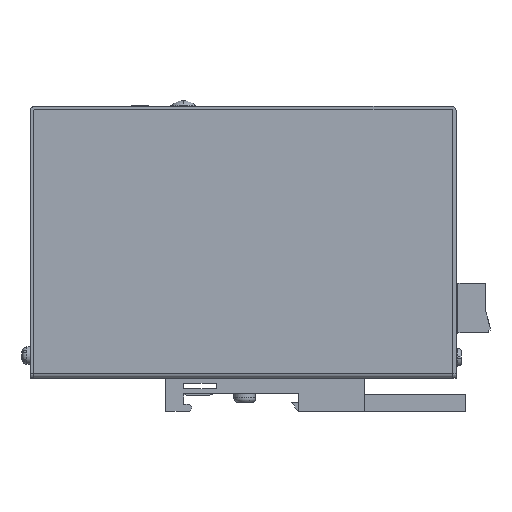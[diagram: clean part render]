
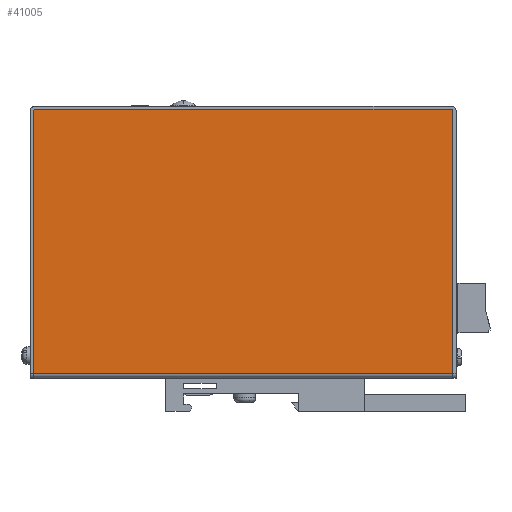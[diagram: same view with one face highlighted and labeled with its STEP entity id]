
A CAD part, left-side view. The second image highlights one B-rep face of the part: STEP entity #41005.
In plain terms, the highlighted planar face has unit normal (-1, 0, 0).
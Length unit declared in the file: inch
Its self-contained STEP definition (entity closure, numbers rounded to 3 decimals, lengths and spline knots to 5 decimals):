
#8068 = VERTEX_POINT ( 'NONE', #16541 ) ;
#8720 = EDGE_CURVE ( 'NONE', #35655, #8068, #16949, .T. ) ;
#16541 = CARTESIAN_POINT ( 'NONE',  ( -6.889, -2.52, -3.209 ) ) ;
#16946 = DIRECTION ( 'NONE',  ( 0., 0., -1. ) ) ;
#16947 = VECTOR ( 'NONE', #16946, 39.37008 ) ;
#16948 = CARTESIAN_POINT ( 'NONE',  ( -6.889, -2.52, -0.06 ) ) ;
#16949 = LINE ( 'NONE', #16948, #16947 ) ;
#21081 = CARTESIAN_POINT ( 'NONE',  ( -6.889, -2.52, -0.06 ) ) ;
#23839 = CARTESIAN_POINT ( 'NONE',  ( -6.889, 2.52, -3.209 ) ) ;
#23851 = CARTESIAN_POINT ( 'NONE',  ( -6.889, 2.52, -4.57001 ) ) ;
#23883 = DIRECTION ( 'NONE',  ( 0., 0., 1. ) ) ;
#23884 = VECTOR ( 'NONE', #23883, 39.37008 ) ;
#23886 = CARTESIAN_POINT ( 'NONE',  ( -6.889, 2.52, -0.06 ) ) ;
#23887 = LINE ( 'NONE', #23851, #23884 ) ;
#30900 = CARTESIAN_POINT ( 'NONE',  ( -6.889, -2.5, -0.04 ) ) ;
#30906 = PLANE ( 'NONE',  #30947 ) ;
#30911 = CIRCLE ( 'NONE', #30944, 0.02 ) ;
#30926 = CARTESIAN_POINT ( 'NONE',  ( -6.889, 2.5, -0.04 ) ) ;
#30929 = DIRECTION ( 'NONE',  ( 0., -1., 0. ) ) ;
#30930 = VECTOR ( 'NONE', #30929, 39.37008 ) ;
#30931 = LINE ( 'NONE', #30937, #30930 ) ;
#30933 = DIRECTION ( 'NONE',  ( 0., 0., -1. ) ) ;
#30934 = DIRECTION ( 'NONE',  ( -1., 0., 0. ) ) ;
#30935 = CARTESIAN_POINT ( 'NONE',  ( -6.889, 2.5, -0.06 ) ) ;
#30937 = CARTESIAN_POINT ( 'NONE',  ( -6.889, -2.52, -3.209 ) ) ;
#30940 = FACE_OUTER_BOUND ( 'NONE', #41000, .T. ) ;
#30941 = DIRECTION ( 'NONE',  ( 0., 0., -1. ) ) ;
#30942 = DIRECTION ( 'NONE',  ( 1., 0., 0. ) ) ;
#30943 = CARTESIAN_POINT ( 'NONE',  ( -6.889, -2.5, -0.06 ) ) ;
#30944 = AXIS2_PLACEMENT_3D ( 'NONE', #30943, #30942, #30941 ) ;
#30947 = AXIS2_PLACEMENT_3D ( 'NONE', #30935, #30934, #30933 ) ;
#30992 = LINE ( 'NONE', #31042, #31032 ) ;
#31024 = DIRECTION ( 'NONE',  ( 0., 0., -1. ) ) ;
#31025 = DIRECTION ( 'NONE',  ( 1., 0., 0. ) ) ;
#31026 = CARTESIAN_POINT ( 'NONE',  ( -6.889, 2.5, -0.06 ) ) ;
#31031 = DIRECTION ( 'NONE',  ( 0., -1., 0. ) ) ;
#31032 = VECTOR ( 'NONE', #31031, 39.37008 ) ;
#31033 = CIRCLE ( 'NONE', #31038, 0.02 ) ;
#31038 = AXIS2_PLACEMENT_3D ( 'NONE', #31026, #31025, #31024 ) ;
#31042 = CARTESIAN_POINT ( 'NONE',  ( -6.889, 2.5, -0.04 ) ) ;
#35655 = VERTEX_POINT ( 'NONE', #21081 ) ;
#37296 = VERTEX_POINT ( 'NONE', #23839 ) ;
#37301 = EDGE_CURVE ( 'NONE', #37296, #37302, #23887, .T. ) ;
#37302 = VERTEX_POINT ( 'NONE', #23886 ) ;
#40998 = ORIENTED_EDGE ( 'NONE', *, *, #8720, .F. ) ;
#40999 = ORIENTED_EDGE ( 'NONE', *, *, #41004, .F. ) ;
#41000 = EDGE_LOOP ( 'NONE', ( #41007, #41009, #40998, #40999, #41010, #41054 ) ) ;
#41004 = EDGE_CURVE ( 'NONE', #41008, #35655, #30911, .T. ) ;
#41005 = ADVANCED_FACE ( 'NONE', ( #30940 ), #30906, .T. ) ;
#41006 = EDGE_CURVE ( 'NONE', #37296, #8068, #30931, .T. ) ;
#41007 = ORIENTED_EDGE ( 'NONE', *, *, #37301, .F. ) ;
#41008 = VERTEX_POINT ( 'NONE', #30900 ) ;
#41009 = ORIENTED_EDGE ( 'NONE', *, *, #41006, .T. ) ;
#41010 = ORIENTED_EDGE ( 'NONE', *, *, #41055, .F. ) ;
#41011 = VERTEX_POINT ( 'NONE', #30926 ) ;
#41054 = ORIENTED_EDGE ( 'NONE', *, *, #41057, .F. ) ;
#41055 = EDGE_CURVE ( 'NONE', #41011, #41008, #30992, .T. ) ;
#41057 = EDGE_CURVE ( 'NONE', #37302, #41011, #31033, .T. ) ;
